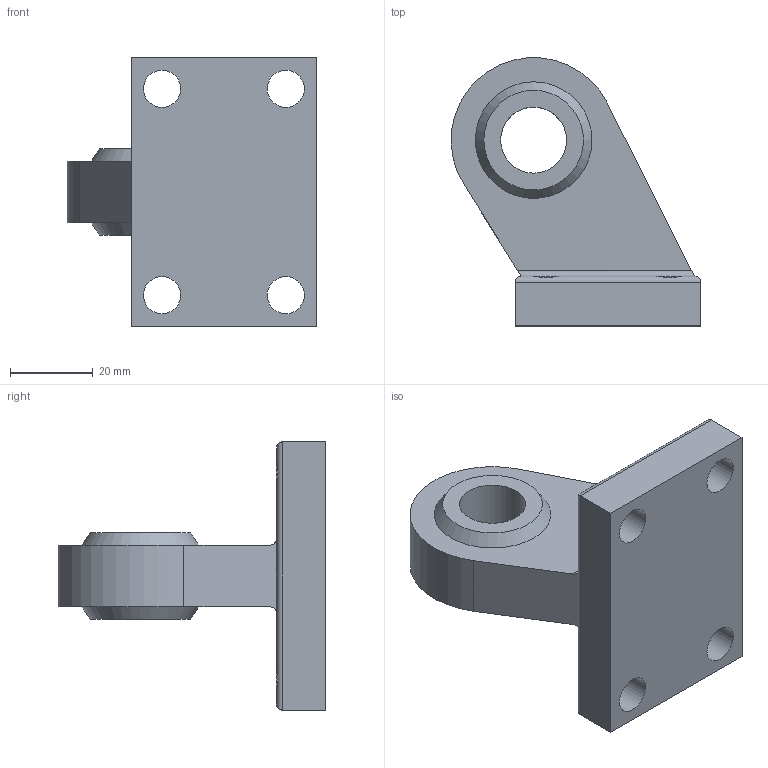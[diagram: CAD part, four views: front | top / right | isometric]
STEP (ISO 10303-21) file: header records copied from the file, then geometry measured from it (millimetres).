
FILE_DESCRIPTION(/* description */ ('STEP AP214'),/* implementation_level */ '2;1');
FILE_NAME(/* name */ '31742_LSNG-50',/* time_stamp */ '2024-08-20T22:14:08+02:00',/* author */ ('License CC BY-ND 4.0'),/* organization */ ('CADENAS'),/* preprocessor_version */ 'ST-DEVELOPER v19.3',/* originating_system */ 'PARTsolutions',/* authorisation */ ' ');
FILE_SCHEMA (('AUTOMOTIVE_DESIGN {1 0 10303 214 3 1 1}'));
Length unit declared in the file: millimetre
Products named in the file (1): 31742 LSNG- 50 (0)
Bounding box: 60.48 x 64.93 x 65 mm (x, y, z)
Volume: 61251.4 mm3; surface area: 15792.6 mm2
Topology: 1 solids, 1 shells, 39 faces, 103 edges, 68 vertices
Faces by surface type: plane 21, cylinder 16, sphere 2
Full cylindrical faces by diameter (mm): 9 x4, 14 x4, 16 x1
Entity records: 1154 total; most frequent: CARTESIAN_POINT 228, DIRECTION 190, ORIENTED_EDGE 164, EDGE_CURVE 82, AXIS2_PLACEMENT_3D 76, EDGE_LOOP 62, FACE_BOUND 62, VERTEX_POINT 58
